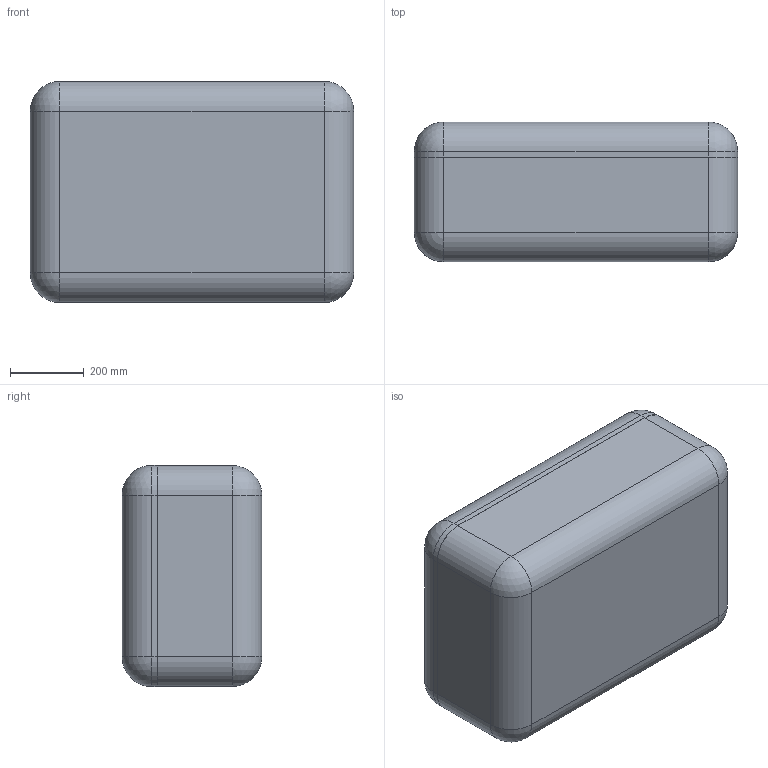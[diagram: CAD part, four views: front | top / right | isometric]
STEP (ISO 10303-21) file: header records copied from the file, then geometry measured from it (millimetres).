
FILE_DESCRIPTION (( 'STEP AP214' ), '1' );
FILE_NAME ('Ñáîðêà_Ê-95(óïð).STEP', '2023-06-23T12:20:40', ( '' ), ( '' ), 'SwSTEP 2.0', 'SolidWorks 2021', '' );
FILE_SCHEMA (( 'AUTOMOTIVE_DESIGN' ));
Products named in the file (3): Êðûøêà Ê-95-1; Êîðïóñ Ê-95-1; Ñáîðêà_Ê-95(óïð)
Assembly tree (2 placements, depth 2):
  Ñáîðêà_Ê-95(óïð)
    Êîðïóñ Ê-95-1
    Êðûøêà Ê-95-1
Bounding box: 875.67 x 378.28 x 598.56 mm (x, y, z)
Volume: 97093517.3 mm3; surface area: 3664637.2 mm2
Topology: 2 solids, 8 shells, 3648 faces, 8958 edges, 5305 vertices
Faces by surface type: cylinder 1062, plane 991, bspline 858, torus 466, cone 180, sphere 91
Entity records: 152580 total; most frequent: CARTESIAN_POINT 75517, ORIENTED_EDGE 17780, DIRECTION 13618, EDGE_CURVE 8890, VERTEX_POINT 5301, AXIS2_PLACEMENT_3D 5091, EDGE_LOOP 3753, ADVANCED_FACE 3648
